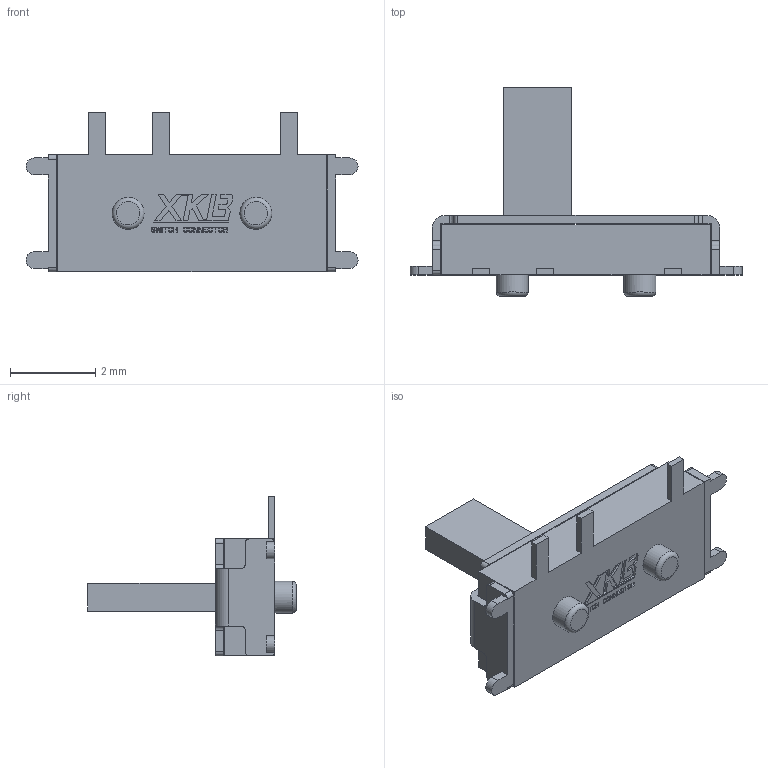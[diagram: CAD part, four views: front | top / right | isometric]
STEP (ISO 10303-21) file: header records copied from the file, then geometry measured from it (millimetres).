
FILE_DESCRIPTION(/* description */ (''),/* implementation_level */ '2;1');
FILE_NAME(/* name */ 'ss-3292s-l3-x v1.step',/* time_stamp */ '2024-09-28T09:18:39+01:00',/* author */ (''),/* organization */ (''),/* preprocessor_version */ 'ST-DEVELOPER v20',/* originating_system */ 'Autodesk Translation Framework v13.20.0.188',/* authorisation */ '');
FILE_SCHEMA (('AUTOMOTIVE_DESIGN { 1 0 10303 214 3 1 1 }'));
Length unit declared in the file: millimetre
Products named in the file (1): SS-3292S-L3-X
Bounding box: 7.8 x 4.9 x 3.75 mm (x, y, z)
Volume: 28.5 mm3; surface area: 128.1 mm2
Topology: 2 solids, 2 shells, 534 faces, 1519 edges, 1011 vertices
Faces by surface type: plane 501, cylinder 31, torus 2
Full cylindrical faces by diameter (mm): 0.75 x2
Entity records: 17097 total; most frequent: CARTESIAN_POINT 3065, ORIENTED_EDGE 3038, DIRECTION 2660, EDGE_CURVE 1519, LINE 1448, VECTOR 1448, VERTEX_POINT 1011, AXIS2_PLACEMENT_3D 606
